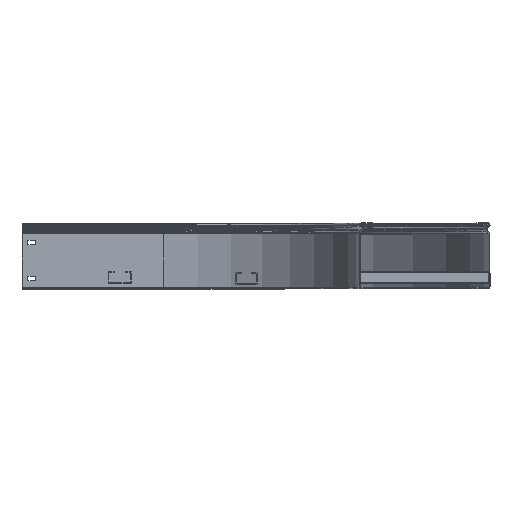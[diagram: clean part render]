
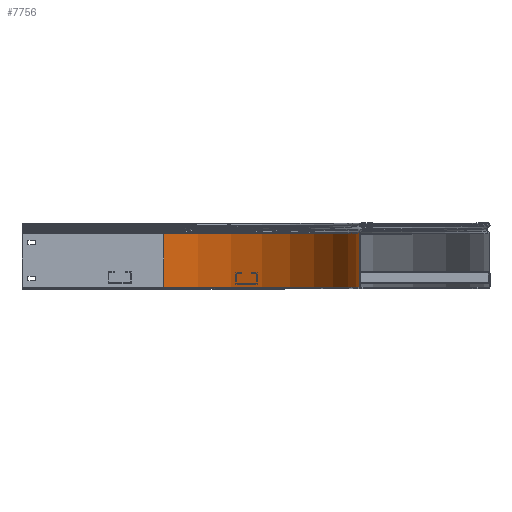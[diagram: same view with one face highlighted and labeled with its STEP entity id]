
A CAD part, top view. The second image highlights one B-rep face of the part: STEP entity #7756.
In plain terms, the highlighted cylindrical face has radius 300 mm (diameter 600 mm), a partial arc.
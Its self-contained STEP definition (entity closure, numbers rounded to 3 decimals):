
#33 = LINE ( 'NONE', #4046, #2250 ) ;
#449 = DIRECTION ( 'NONE',  ( 0., 1., 0. ) ) ;
#509 = CARTESIAN_POINT ( 'NONE',  ( 300., 84.499, 0. ) ) ;
#699 = EDGE_LOOP ( 'NONE', ( #7795, #6710, #6854, #1313 ) ) ;
#906 = VERTEX_POINT ( 'NONE', #5790 ) ;
#989 = VERTEX_POINT ( 'NONE', #5243 ) ;
#1065 = DIRECTION ( 'NONE',  ( 0., 1., 0. ) ) ;
#1313 = ORIENTED_EDGE ( 'NONE', *, *, #6569, .T. ) ;
#1376 = CIRCLE ( 'NONE', #7315, 300. ) ;
#1384 = VERTEX_POINT ( 'NONE', #509 ) ;
#1428 = DIRECTION ( 'NONE',  ( 0., 0., 1. ) ) ;
#1506 = CARTESIAN_POINT ( 'NONE',  ( 0., 84.499, 0. ) ) ;
#1702 = CARTESIAN_POINT ( 'NONE',  ( 0., 2.2, -300. ) ) ;
#2138 = DIRECTION ( 'NONE',  ( 0., 1., 0. ) ) ;
#2250 = VECTOR ( 'NONE', #3319, 1000. ) ;
#2297 = CARTESIAN_POINT ( 'NONE',  ( 0., 2.2, 0. ) ) ;
#2325 = LINE ( 'NONE', #1702, #4465 ) ;
#2869 = DIRECTION ( 'NONE',  ( 1., 0., 0. ) ) ;
#3319 = DIRECTION ( 'NONE',  ( 0., 1., 0. ) ) ;
#3558 = AXIS2_PLACEMENT_3D ( 'NONE', #1506, #5846, #7174 ) ;
#4046 = CARTESIAN_POINT ( 'NONE',  ( 300., 2.2, 0. ) ) ;
#4465 = VECTOR ( 'NONE', #1065, 1000. ) ;
#4830 = AXIS2_PLACEMENT_3D ( 'NONE', #7678, #2138, #1428 ) ;
#5243 = CARTESIAN_POINT ( 'NONE',  ( 0., 2.2, -300. ) ) ;
#5735 = CIRCLE ( 'NONE', #3558, 300. ) ;
#5790 = CARTESIAN_POINT ( 'NONE',  ( 0., 84.499, -300. ) ) ;
#5846 = DIRECTION ( 'NONE',  ( 0., 1., 0. ) ) ;
#6569 = EDGE_CURVE ( 'NONE', #7396, #1384, #33, .T. ) ;
#6613 = CARTESIAN_POINT ( 'NONE',  ( 300., 2.2, 0. ) ) ;
#6710 = ORIENTED_EDGE ( 'NONE', *, *, #7491, .F. ) ;
#6854 = ORIENTED_EDGE ( 'NONE', *, *, #6969, .F. ) ;
#6969 = EDGE_CURVE ( 'NONE', #7396, #989, #1376, .T. ) ;
#6992 = FACE_OUTER_BOUND ( 'NONE', #699, .T. ) ;
#7174 = DIRECTION ( 'NONE',  ( 1., 0., 0. ) ) ;
#7199 = CYLINDRICAL_SURFACE ( 'NONE', #4830, 300. ) ;
#7315 = AXIS2_PLACEMENT_3D ( 'NONE', #2297, #449, #2869 ) ;
#7396 = VERTEX_POINT ( 'NONE', #6613 ) ;
#7491 = EDGE_CURVE ( 'NONE', #989, #906, #2325, .T. ) ;
#7678 = CARTESIAN_POINT ( 'NONE',  ( 0., 0., 0. ) ) ;
#7756 = ADVANCED_FACE ( 'NONE', ( #6992 ), #7199, .F. ) ;
#7759 = EDGE_CURVE ( 'NONE', #1384, #906, #5735, .T. ) ;
#7795 = ORIENTED_EDGE ( 'NONE', *, *, #7759, .T. ) ;
